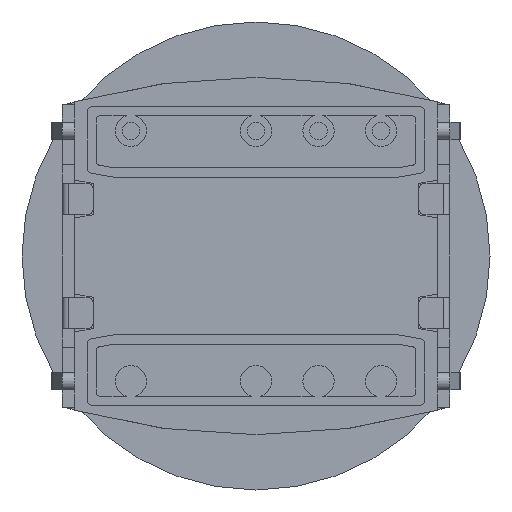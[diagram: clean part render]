
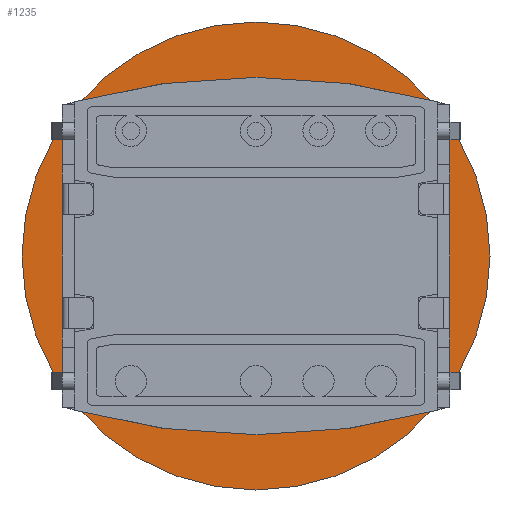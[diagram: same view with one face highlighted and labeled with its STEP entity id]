
A CAD part, front view. The second image highlights one B-rep face of the part: STEP entity #1235.
In plain terms, the highlighted planar face has unit normal (0, -1, 0).
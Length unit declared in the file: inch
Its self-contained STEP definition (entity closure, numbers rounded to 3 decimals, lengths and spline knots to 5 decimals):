
#1235 = ADVANCED_FACE( '', ( #2540 ), #2541, .F. );
#2540 = FACE_OUTER_BOUND( '', #4008, .T. );
#2541 = PLANE( '', #4009 );
#4008 = EDGE_LOOP( '', ( #7111 ) );
#4009 = AXIS2_PLACEMENT_3D( '', #7112, #7113, #7114 );
#7111 = ORIENTED_EDGE( '', *, *, #9284, .T. );
#7112 = CARTESIAN_POINT( '', ( 0.374, 0., 0. ) );
#7113 = DIRECTION( '', ( 0., 1., 0. ) );
#7114 = DIRECTION( '', ( 0., 0., 1. ) );
#9284 = EDGE_CURVE( '', #11274, #11274, #11275, .T. );
#11274 = VERTEX_POINT( '', #14092 );
#11275 = CIRCLE( '', #14093, 0.374 );
#14092 = CARTESIAN_POINT( '', ( 0., 0., -0.374 ) );
#14093 = AXIS2_PLACEMENT_3D( '', #17574, #17575, #17576 );
#17574 = CARTESIAN_POINT( '', ( 0., 0., 0. ) );
#17575 = DIRECTION( '', ( 0., -1., 0. ) );
#17576 = DIRECTION( '', ( 0., 0., -1. ) );
